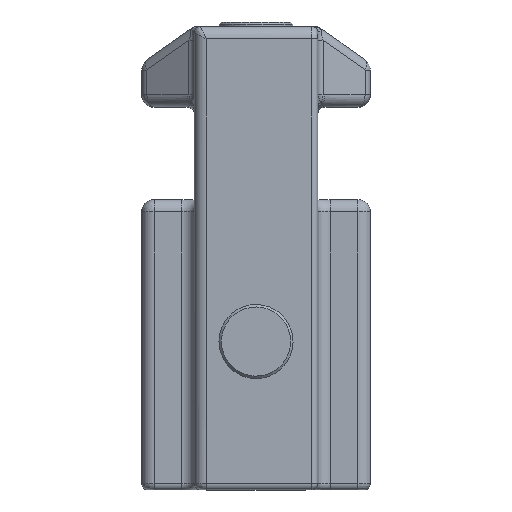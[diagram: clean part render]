
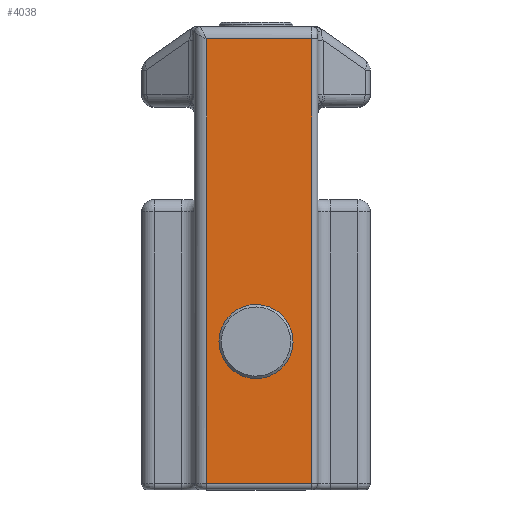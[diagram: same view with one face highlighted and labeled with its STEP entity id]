
A CAD part, top view. The second image highlights one B-rep face of the part: STEP entity #4038.
In plain terms, the highlighted planar face has unit normal (0, 0, 1).
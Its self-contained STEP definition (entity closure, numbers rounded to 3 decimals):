
#2025=CARTESIAN_POINT('',(-4.0,0.5,4.25));
#2026=VERTEX_POINT('',#2025);
#2057=CARTESIAN_POINT('',(4.5,0.5,4.25));
#2058=VERTEX_POINT('',#2057);
#2066=CARTESIAN_POINT('',(4.5,0.5,4.25));
#2067=DIRECTION('',(-1.0,0.0,0.0));
#2068=VECTOR('',#2067,8.5);
#2069=LINE('',#2066,#2068);
#2070=EDGE_CURVE('',#2058,#2026,#2069,.T.);
#3824=CARTESIAN_POINT('',(4.5,36.5,4.25));
#3825=VERTEX_POINT('',#3824);
#3833=CARTESIAN_POINT('',(4.5,36.5,4.25));
#3834=DIRECTION('',(0.0,-1.0,0.0));
#3835=VECTOR('',#3834,36.0);
#3836=LINE('',#3833,#3835);
#3837=EDGE_CURVE('',#3825,#2058,#3836,.T.);
#4004=CARTESIAN_POINT('',(0.,0.0,4.25));
#4005=DIRECTION('',(0.0,0.0,1.0));
#4006=DIRECTION('',(1.0,0.0,0.0));
#4007=AXIS2_PLACEMENT_3D('',#4004,#4005,#4006);
#4008=PLANE('',#4007);
#4009=ORIENTED_EDGE('',*,*,#2070,.F.);
#4010=ORIENTED_EDGE('',*,*,#3837,.F.);
#4011=CARTESIAN_POINT('',(-4.0,36.5,4.25));
#4012=VERTEX_POINT('',#4011);
#4013=CARTESIAN_POINT('',(-4.0,36.5,4.25));
#4014=DIRECTION('',(1.0,0.0,0.0));
#4015=VECTOR('',#4014,8.5);
#4016=LINE('',#4013,#4015);
#4017=EDGE_CURVE('',#4012,#3825,#4016,.T.);
#4018=ORIENTED_EDGE('',*,*,#4017,.F.);
#4019=CARTESIAN_POINT('',(-4.0,0.5,4.25));
#4020=DIRECTION('',(0.0,1.0,0.0));
#4021=VECTOR('',#4020,36.0);
#4022=LINE('',#4019,#4021);
#4023=EDGE_CURVE('',#2026,#4012,#4022,.T.);
#4024=ORIENTED_EDGE('',*,*,#4023,.F.);
#4025=EDGE_LOOP('',(#4009,#4010,#4018,#4024));
#4026=FACE_OUTER_BOUND('',#4025,.T.);
#4027=CARTESIAN_POINT('',(2.959,12.,4.25));
#4028=VERTEX_POINT('',#4027);
#4029=CARTESIAN_POINT('',(0.,12.,4.25));
#4030=DIRECTION('',(0.0,0.0,1.0));
#4031=DIRECTION('',(-1.0,0.0,0.0));
#4032=AXIS2_PLACEMENT_3D('',#4029,#4030,#4031);
#4033=CIRCLE('',#4032,2.959);
#4034=EDGE_CURVE('',#4028,#4028,#4033,.T.);
#4035=ORIENTED_EDGE('',*,*,#4034,.F.);
#4036=EDGE_LOOP('',(#4035));
#4037=FACE_BOUND('',#4036,.T.);
#4038=ADVANCED_FACE('',(#4026,#4037),#4008,.T.);
